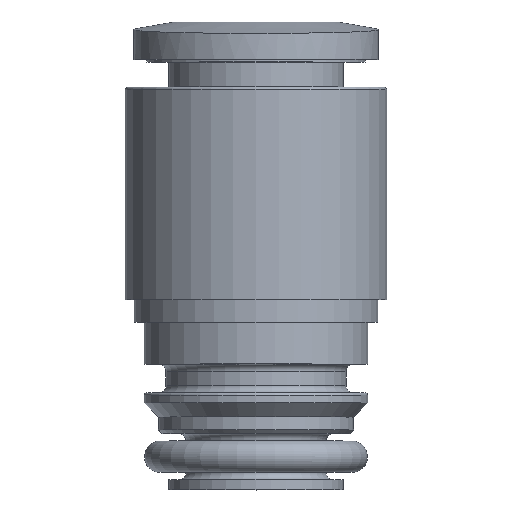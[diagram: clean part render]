
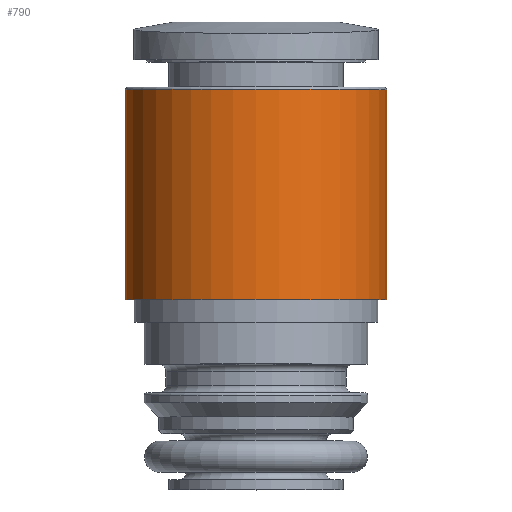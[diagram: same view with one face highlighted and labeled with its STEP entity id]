
A CAD part, top view. The second image highlights one B-rep face of the part: STEP entity #790.
In plain terms, the highlighted cylindrical face has radius 5.225 mm (diameter 10.45 mm), a full revolution.
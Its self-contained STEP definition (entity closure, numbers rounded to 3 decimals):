
#32=CYLINDRICAL_SURFACE('',#847,5.225);
#80=CIRCLE('',#846,5.225);
#81=CIRCLE('',#848,5.225);
#132=ORIENTED_EDGE('',*,*,#227,.F.);
#133=ORIENTED_EDGE('',*,*,#226,.T.);
#226=EDGE_CURVE('',#276,#276,#80,.T.);
#227=EDGE_CURVE('',#277,#277,#81,.T.);
#276=VERTEX_POINT('',#1143);
#277=VERTEX_POINT('',#1146);
#326=EDGE_LOOP('',(#132));
#327=EDGE_LOOP('',(#133));
#408=FACE_BOUND('',#326,.T.);
#409=FACE_BOUND('',#327,.T.);
#790=ADVANCED_FACE('',(#408,#409),#32,.T.);
#846=AXIS2_PLACEMENT_3D('',#1142,#948,#949);
#847=AXIS2_PLACEMENT_3D('',#1144,#950,#951);
#848=AXIS2_PLACEMENT_3D('',#1145,#952,#953);
#948=DIRECTION('',(0.,-1.,0.));
#949=DIRECTION('',(0.,0.,-1.));
#950=DIRECTION('',(0.,-1.,0.));
#951=DIRECTION('',(0.,0.,-1.));
#952=DIRECTION('',(0.,-1.,0.));
#953=DIRECTION('',(0.,0.,-1.));
#1142=CARTESIAN_POINT('',(0.,16.,0.));
#1143=CARTESIAN_POINT('',(0.,16.,-5.225));
#1144=CARTESIAN_POINT('',(0.,0.,0.));
#1145=CARTESIAN_POINT('',(0.,7.6,0.));
#1146=CARTESIAN_POINT('',(0.,7.6,-5.225));
